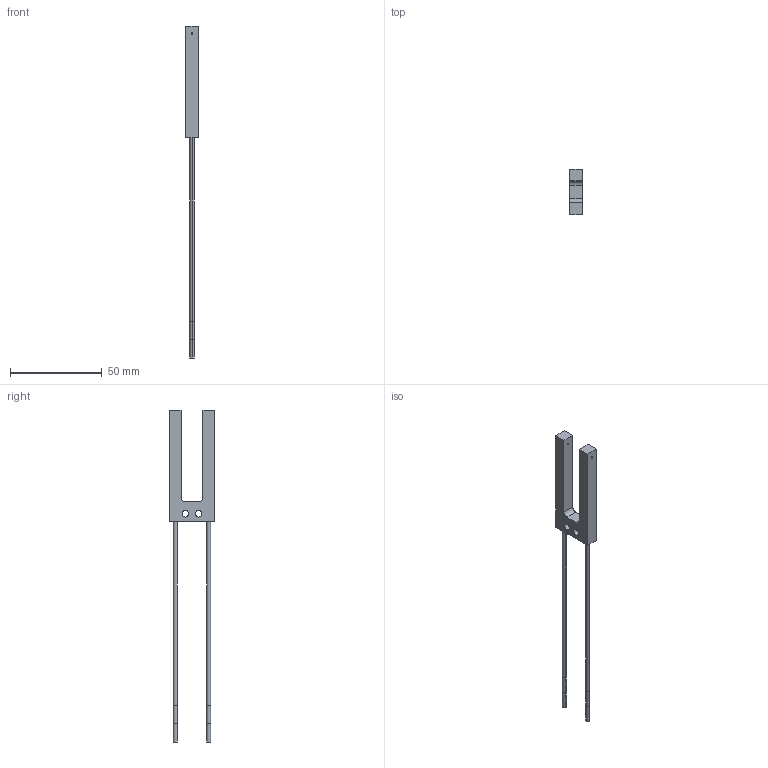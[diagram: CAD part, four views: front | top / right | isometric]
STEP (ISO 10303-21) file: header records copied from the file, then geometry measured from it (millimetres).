
FILE_DESCRIPTION((''),'2;1');
FILE_NAME('193417_ASM','2016-02-17T',('pdmadmin'),(''),'PRO/ENGINEER BY PARAMETRIC TECHNOLOGY CORPORATION, 2013230','PRO/ENGINEER BY PARAMETRIC TECHNOLOGY CORPORATION, 2013230','');
FILE_SCHEMA(('CONFIG_CONTROL_DESIGN'));
Length unit declared in the file: inch
Products named in the file (4): 118348; 51022; 72728_ASM; 193417_ASM
Assembly tree (4 placements, depth 3):
  193417_ASM
    72728_ASM
      118348
      51022  x2
Bounding box: 6.86 x 24.64 x 180.96 mm (x, y, z)
Volume: 5354.8 mm3; surface area: 7307.4 mm2
Topology: 3 solids, 5 shells, 76 faces, 194 edges, 124 vertices
Faces by surface type: cylinder 42, plane 26, bspline 8
Entity records: 2336 total; most frequent: CARTESIAN_POINT 597, DIRECTION 364, ORIENTED_EDGE 328, EDGE_CURVE 166, AXIS2_PLACEMENT_3D 139, VERTEX_POINT 108, VECTOR 86, LINE 86
